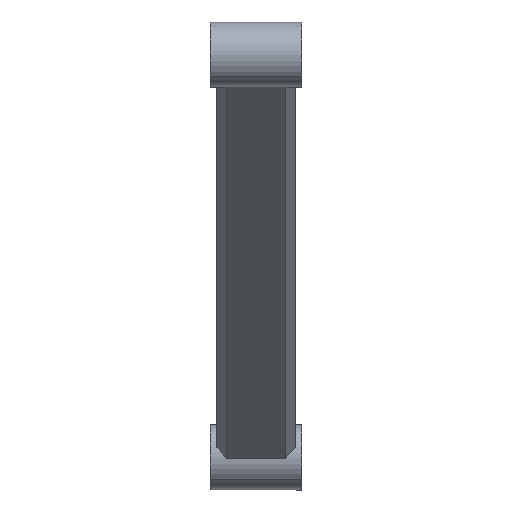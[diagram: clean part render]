
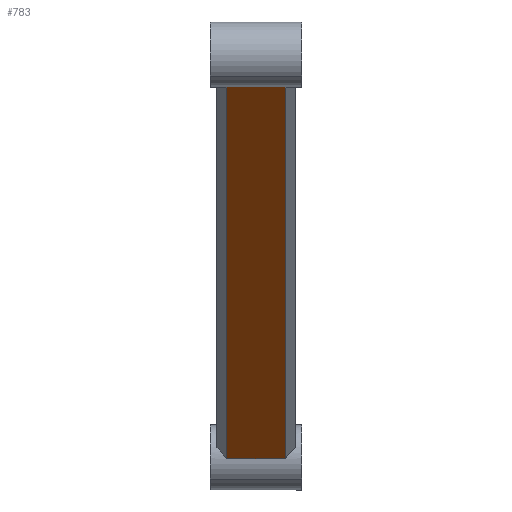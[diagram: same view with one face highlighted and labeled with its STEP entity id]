
A CAD part, front view. The second image highlights one B-rep face of the part: STEP entity #783.
In plain terms, the highlighted face is planar.
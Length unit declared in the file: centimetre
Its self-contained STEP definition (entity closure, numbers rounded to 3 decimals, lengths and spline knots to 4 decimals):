
#3 = VERTEX_POINT ( 'NONE', #568 ) ;
#19 = VECTOR ( 'NONE', #47, 100. ) ;
#33 = VECTOR ( 'NONE', #423, 100. ) ;
#47 = DIRECTION ( 'NONE',  ( 0., -0.993, 0.118 ) ) ;
#118 = LINE ( 'NONE', #621, #19 ) ;
#130 = ORIENTED_EDGE ( 'NONE', *, *, #541, .T. ) ;
#200 = VERTEX_POINT ( 'NONE', #502 ) ;
#227 = FACE_OUTER_BOUND ( 'NONE', #280, .T. ) ;
#268 = CARTESIAN_POINT ( 'NONE',  ( -2236.3194, 84.0689, 37.8337 ) ) ;
#280 = EDGE_LOOP ( 'NONE', ( #665, #371, #542, #130 ) ) ;
#291 = LINE ( 'NONE', #870, #33 ) ;
#292 = EDGE_CURVE ( 'NONE', #747, #3, #306, .T. ) ;
#306 = LINE ( 'NONE', #688, #921 ) ;
#361 = CARTESIAN_POINT ( 'NONE',  ( -2.8575, 138.1953, 31.4224 ) ) ;
#371 = ORIENTED_EDGE ( 'NONE', *, *, #632, .T. ) ;
#423 = DIRECTION ( 'NONE',  ( 0., 0.993, -0.118 ) ) ;
#482 = LINE ( 'NONE', #268, #626 ) ;
#502 = CARTESIAN_POINT ( 'NONE',  ( 2.8575, 84.0689, 37.8337 ) ) ;
#520 = DIRECTION ( 'NONE',  ( 0., 0.993, -0.118 ) ) ;
#541 = EDGE_CURVE ( 'NONE', #3, #200, #118, .T. ) ;
#542 = ORIENTED_EDGE ( 'NONE', *, *, #292, .T. ) ;
#564 = DIRECTION ( 'NONE',  ( 1., 0., 0. ) ) ;
#568 = CARTESIAN_POINT ( 'NONE',  ( 2.8575, 138.1953, 31.4224 ) ) ;
#602 = CARTESIAN_POINT ( 'NONE',  ( -2.8575, 84.0689, 37.8337 ) ) ;
#605 = EDGE_CURVE ( 'NONE', #916, #200, #482, .T. ) ;
#621 = CARTESIAN_POINT ( 'NONE',  ( 2.8575, 84.0689, 37.8337 ) ) ;
#626 = VECTOR ( 'NONE', #564, 100. ) ;
#632 = EDGE_CURVE ( 'NONE', #916, #747, #291, .T. ) ;
#642 = CARTESIAN_POINT ( 'NONE',  ( -2236.3194, 111.1321, 34.6281 ) ) ;
#665 = ORIENTED_EDGE ( 'NONE', *, *, #605, .F. ) ;
#688 = CARTESIAN_POINT ( 'NONE',  ( -2236.3194, 138.1953, 31.4224 ) ) ;
#736 = DIRECTION ( 'NONE',  ( 1., 0., 0. ) ) ;
#747 = VERTEX_POINT ( 'NONE', #361 ) ;
#783 = ADVANCED_FACE ( 'NONE', ( #227 ), #784, .T. ) ;
#784 = PLANE ( 'NONE',  #820 ) ;
#820 = AXIS2_PLACEMENT_3D ( 'NONE', #642, #925, #520 ) ;
#870 = CARTESIAN_POINT ( 'NONE',  ( -2.8575, 138.1953, 31.4224 ) ) ;
#916 = VERTEX_POINT ( 'NONE', #602 ) ;
#921 = VECTOR ( 'NONE', #736, 100. ) ;
#925 = DIRECTION ( 'NONE',  ( 0., -0.118, -0.993 ) ) ;
